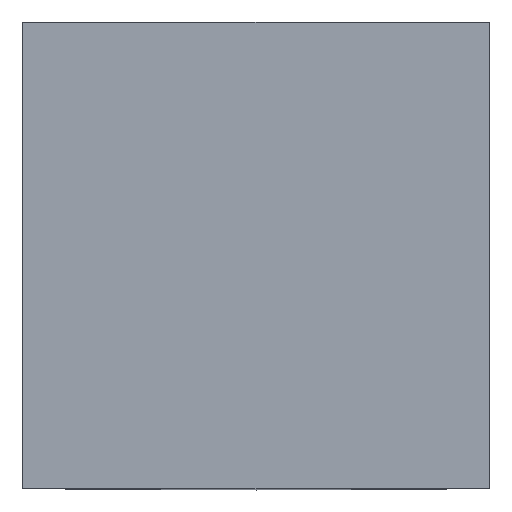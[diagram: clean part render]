
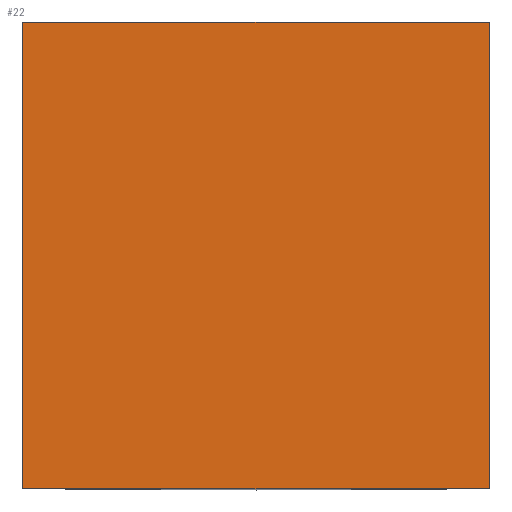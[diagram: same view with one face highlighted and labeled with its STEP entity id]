
A CAD part, top view. The second image highlights one B-rep face of the part: STEP entity #22.
In plain terms, the highlighted free-form (B-spline) face has degree [1, 1] with [2, 2] control points.
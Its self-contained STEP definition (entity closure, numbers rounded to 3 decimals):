
#22=ADVANCED_FACE($,(#32),#108,.T.);
#32=FACE_OUTER_BOUND($,#42,.T.);
#42=EDGE_LOOP($,(#68,#69,#70,#71));
#68=ORIENTED_EDGE($,*,*,#91,.T.);
#69=ORIENTED_EDGE($,*,*,#80,.T.);
#70=ORIENTED_EDGE($,*,*,#83,.T.);
#71=ORIENTED_EDGE($,*,*,#87,.T.);
#80=EDGE_CURVE($,#93,#95,#114,.T.);
#83=EDGE_CURVE($,#95,#97,#117,.T.);
#87=EDGE_CURVE($,#97,#99,#121,.T.);
#91=EDGE_CURVE($,#99,#93,#125,.T.);
#93=VERTEX_POINT($,#293);
#95=VERTEX_POINT($,#295);
#97=VERTEX_POINT($,#297);
#99=VERTEX_POINT($,#299);
#108=B_SPLINE_SURFACE_WITH_KNOTS($,1,1,((#284,#285),(#286,#287)),.UNSPECIFIED.,
.F.,.F.,.F.,(2,2),(2,2),(-300.,0.),(0.,300.),.UNSPECIFIED.);
#114=B_SPLINE_CURVE_WITH_KNOTS($,1,(#228,#229),.UNSPECIFIED.,.F.,.F.,(2,
2),(948.683,1248.683),.UNSPECIFIED.);
#117=B_SPLINE_CURVE_WITH_KNOTS($,1,(#234,#235),.UNSPECIFIED.,.F.,.F.,(2,
2),(-1248.683,-948.683),.UNSPECIFIED.);
#121=B_SPLINE_CURVE_WITH_KNOTS($,1,(#242,#243),.UNSPECIFIED.,.F.,.F.,(2,
2),(-1248.683,-948.683),.UNSPECIFIED.);
#125=B_SPLINE_CURVE_WITH_KNOTS($,1,(#250,#251),.UNSPECIFIED.,.F.,.F.,(2,
2),(948.683,1248.683),.UNSPECIFIED.);
#228=CARTESIAN_POINT($,(63729.102,-35420.123,450.));
#229=CARTESIAN_POINT($,(63429.102,-35420.123,450.));
#234=CARTESIAN_POINT($,(63429.102,-35420.123,450.));
#235=CARTESIAN_POINT($,(63429.102,-35720.123,450.));
#242=CARTESIAN_POINT($,(63429.102,-35720.123,450.));
#243=CARTESIAN_POINT($,(63729.102,-35720.123,450.));
#250=CARTESIAN_POINT($,(63729.102,-35720.123,450.));
#251=CARTESIAN_POINT($,(63729.102,-35420.123,450.));
#284=CARTESIAN_POINT($,(63429.102,-35720.123,450.));
#285=CARTESIAN_POINT($,(63429.102,-35420.123,450.));
#286=CARTESIAN_POINT($,(63729.102,-35720.123,450.));
#287=CARTESIAN_POINT($,(63729.102,-35420.123,450.));
#293=CARTESIAN_POINT($,(63729.102,-35420.123,450.));
#295=CARTESIAN_POINT($,(63429.102,-35420.123,450.));
#297=CARTESIAN_POINT($,(63429.102,-35720.123,450.));
#299=CARTESIAN_POINT($,(63729.102,-35720.123,450.));
